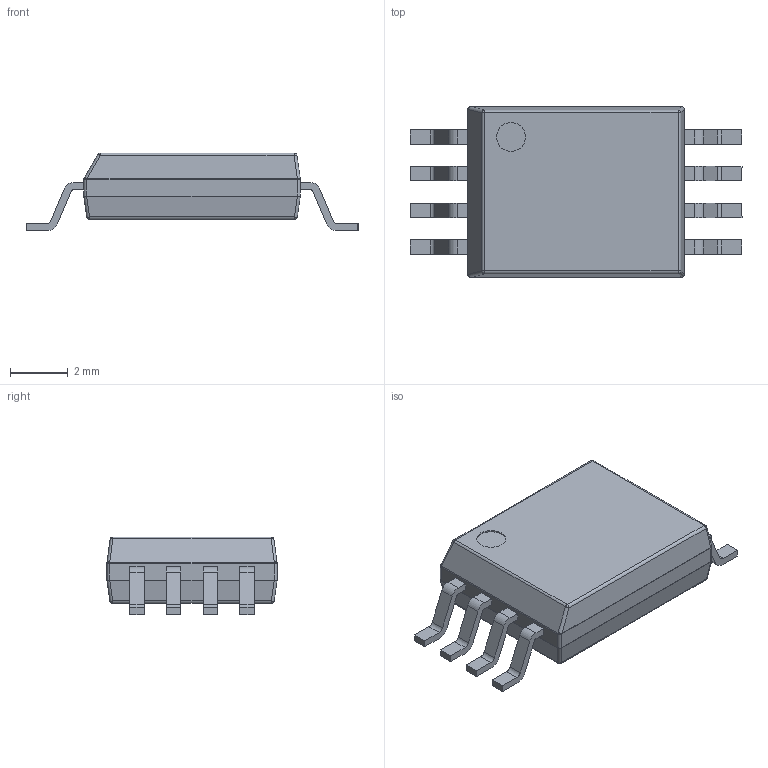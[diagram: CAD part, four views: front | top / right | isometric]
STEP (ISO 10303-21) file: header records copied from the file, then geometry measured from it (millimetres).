
FILE_DESCRIPTION (( 'STEP AP214' ), '1' );
FILE_NAME ('9CF96DD0-0920-402D-8F9E-A1DFAF66A7AC.STEP', '2024-05-06T00:57:12', ( '' ), ( '' ), 'SwSTEP 2.0', 'SolidWorks 2022', '' );
FILE_SCHEMA (( 'AUTOMOTIVE_DESIGN' ));
Length unit declared in the file: millimetre
Products named in the file (1): 9CF96DD0-0920-402D-8F9E-A1DFAF66A7AC
Bounding box: 11.5 x 5.9 x 2.7 mm (x, y, z)
Volume: 100.8 mm3; surface area: 176.4 mm2
Topology: 9 solids, 9 shells, 177 faces, 423 edges, 256 vertices
Faces by surface type: plane 95, cylinder 64, sphere 18
Entity records: 7049 total; most frequent: DIRECTION 898, CARTESIAN_POINT 848, ORIENTED_EDGE 828, EDGE_CURVE 414, AXIS2_PLACEMENT_3D 306, LINE 286, VECTOR 286, VERTEX_POINT 256
